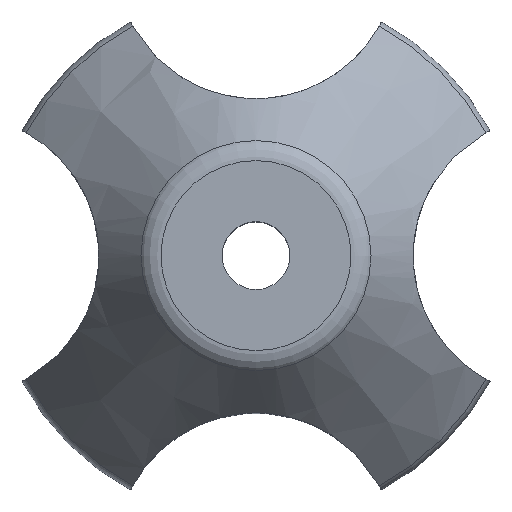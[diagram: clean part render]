
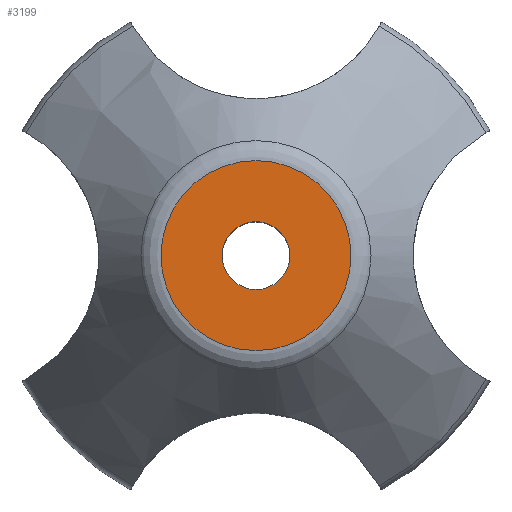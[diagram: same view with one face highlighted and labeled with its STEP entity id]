
A CAD part, top view. The second image highlights one B-rep face of the part: STEP entity #3199.
In plain terms, the highlighted planar face has unit normal (0, 0, 1).
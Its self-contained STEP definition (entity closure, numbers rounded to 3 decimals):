
#66 = TOROIDAL_SURFACE('',#67,11.48,3.);
#67 = AXIS2_PLACEMENT_3D('',#68,#69,#70);
#68 = CARTESIAN_POINT('',(0.,0.,27.));
#69 = DIRECTION('',(0.,0.,1.));
#70 = DIRECTION('',(1.,0.,0.));
#1808 = VERTEX_POINT('',#1809);
#1809 = CARTESIAN_POINT('',(11.48,0.,30.));
#1831 = EDGE_CURVE('',#1808,#1808,#1832,.T.);
#1832 = SURFACE_CURVE('',#1833,(#1838,#1845),.PCURVE_S1.);
#1833 = CIRCLE('',#1834,11.48);
#1834 = AXIS2_PLACEMENT_3D('',#1835,#1836,#1837);
#1835 = CARTESIAN_POINT('',(0.,0.,30.));
#1836 = DIRECTION('',(0.,0.,1.));
#1837 = DIRECTION('',(1.,0.,0.));
#1838 = PCURVE('',#66,#1839);
#1839 = DEFINITIONAL_REPRESENTATION('',(#1840),#1844);
#1840 = LINE('',#1841,#1842);
#1841 = CARTESIAN_POINT('',(0.,1.571));
#1842 = VECTOR('',#1843,1.);
#1843 = DIRECTION('',(1.,0.));
#1844 = ( GEOMETRIC_REPRESENTATION_CONTEXT(2) 
PARAMETRIC_REPRESENTATION_CONTEXT() REPRESENTATION_CONTEXT('2D SPACE',''
  ) );
#1845 = PCURVE('',#1846,#1851);
#1846 = PLANE('',#1847);
#1847 = AXIS2_PLACEMENT_3D('',#1848,#1849,#1850);
#1848 = CARTESIAN_POINT('',(0.,0.,30.));
#1849 = DIRECTION('',(0.,0.,1.));
#1850 = DIRECTION('',(1.,0.,0.));
#1851 = DEFINITIONAL_REPRESENTATION('',(#1852),#1856);
#1852 = CIRCLE('',#1853,11.48);
#1853 = AXIS2_PLACEMENT_2D('',#1854,#1855);
#1854 = CARTESIAN_POINT('',(0.,0.));
#1855 = DIRECTION('',(1.,0.));
#1856 = ( GEOMETRIC_REPRESENTATION_CONTEXT(2) 
PARAMETRIC_REPRESENTATION_CONTEXT() REPRESENTATION_CONTEXT('2D SPACE',''
  ) );
#3199 = ADVANCED_FACE('',(#3200,#3203),#1846,.T.);
#3200 = FACE_BOUND('',#3201,.T.);
#3201 = EDGE_LOOP('',(#3202));
#3202 = ORIENTED_EDGE('',*,*,#1831,.T.);
#3203 = FACE_BOUND('',#3204,.T.);
#3204 = EDGE_LOOP('',(#3205));
#3205 = ORIENTED_EDGE('',*,*,#3206,.F.);
#3206 = EDGE_CURVE('',#3207,#3207,#3209,.T.);
#3207 = VERTEX_POINT('',#3208);
#3208 = CARTESIAN_POINT('',(4.1,0.,30.));
#3209 = SURFACE_CURVE('',#3210,(#3215,#3222),.PCURVE_S1.);
#3210 = CIRCLE('',#3211,4.1);
#3211 = AXIS2_PLACEMENT_3D('',#3212,#3213,#3214);
#3212 = CARTESIAN_POINT('',(0.,0.,30.));
#3213 = DIRECTION('',(0.,0.,1.));
#3214 = DIRECTION('',(1.,0.,0.));
#3215 = PCURVE('',#1846,#3216);
#3216 = DEFINITIONAL_REPRESENTATION('',(#3217),#3221);
#3217 = CIRCLE('',#3218,4.1);
#3218 = AXIS2_PLACEMENT_2D('',#3219,#3220);
#3219 = CARTESIAN_POINT('',(0.,0.));
#3220 = DIRECTION('',(1.,0.));
#3221 = ( GEOMETRIC_REPRESENTATION_CONTEXT(2) 
PARAMETRIC_REPRESENTATION_CONTEXT() REPRESENTATION_CONTEXT('2D SPACE',''
  ) );
#3222 = PCURVE('',#3223,#3228);
#3223 = CYLINDRICAL_SURFACE('',#3224,4.1);
#3224 = AXIS2_PLACEMENT_3D('',#3225,#3226,#3227);
#3225 = CARTESIAN_POINT('',(0.,0.,0.));
#3226 = DIRECTION('',(0.,0.,1.));
#3227 = DIRECTION('',(1.,0.,0.));
#3228 = DEFINITIONAL_REPRESENTATION('',(#3229),#3233);
#3229 = LINE('',#3230,#3231);
#3230 = CARTESIAN_POINT('',(0.,30.));
#3231 = VECTOR('',#3232,1.);
#3232 = DIRECTION('',(1.,0.));
#3233 = ( GEOMETRIC_REPRESENTATION_CONTEXT(2) 
PARAMETRIC_REPRESENTATION_CONTEXT() REPRESENTATION_CONTEXT('2D SPACE',''
  ) );
